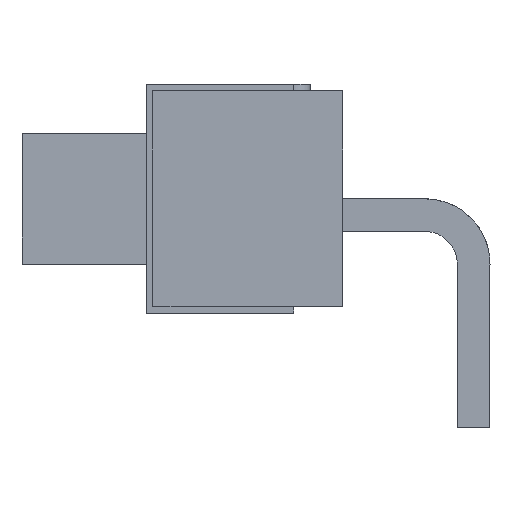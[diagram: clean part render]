
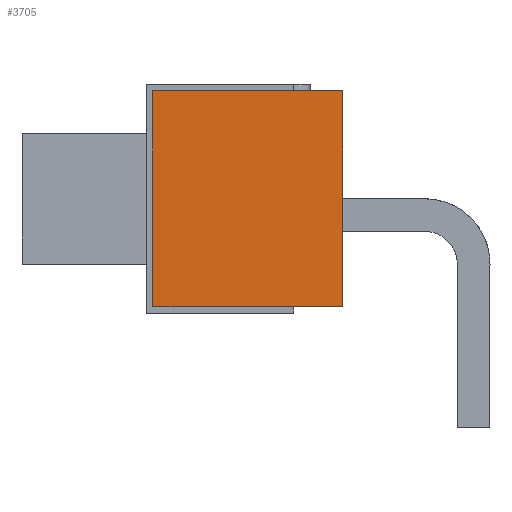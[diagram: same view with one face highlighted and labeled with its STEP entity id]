
A CAD part, left-side view. The second image highlights one B-rep face of the part: STEP entity #3705.
In plain terms, the highlighted planar face has unit normal (-1, 0, 0).
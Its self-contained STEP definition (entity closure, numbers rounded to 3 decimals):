
#72 = EDGE_LOOP ( 'NONE', ( #2781, #1009, #1977, #1329, #3235 ) ) ;
#149 = FACE_OUTER_BOUND ( 'NONE', #72, .T. ) ;
#211 = CARTESIAN_POINT ( 'NONE',  ( -6.243, -2.096, 3.011 ) ) ;
#239 = CARTESIAN_POINT ( 'NONE',  ( -6.243, 3.704, -3.589 ) ) ;
#400 = EDGE_CURVE ( 'NONE', #2939, #1882, #2427, .T. ) ;
#487 = EDGE_CURVE ( 'NONE', #563, #1359, #1230, .T. ) ;
#563 = VERTEX_POINT ( 'NONE', #3208 ) ;
#564 = EDGE_CURVE ( 'NONE', #2939, #2853, #955, .T. ) ;
#730 = CARTESIAN_POINT ( 'NONE',  ( -6.243, -2.096, -3.589 ) ) ;
#775 = CARTESIAN_POINT ( 'NONE',  ( -6.243, -2.096, -3.589 ) ) ;
#796 = CARTESIAN_POINT ( 'NONE',  ( -6.243, -2.096, -1.389 ) ) ;
#856 = CARTESIAN_POINT ( 'NONE',  ( -6.243, -2.096, -3.589 ) ) ;
#955 = B_SPLINE_CURVE_WITH_KNOTS ( 'NONE', 3,
 ( #2678, #1710, #3780, #2948 ),
 .UNSPECIFIED., .F., .F.,
 ( 4, 4 ),
 ( 0., 1. ),
 .UNSPECIFIED. ) ;
#1009 = ORIENTED_EDGE ( 'NONE', *, *, #3104, .T. ) ;
#1174 = CARTESIAN_POINT ( 'NONE',  ( -6.243, -1.096, -3.589 ) ) ;
#1230 = B_SPLINE_CURVE_WITH_KNOTS ( 'NONE', 3,
 ( #3219, #1174, #3542, #856 ),
 .UNSPECIFIED., .F., .F.,
 ( 4, 4 ),
 ( 0.741, 1. ),
 .UNSPECIFIED. ) ;
#1302 = CARTESIAN_POINT ( 'NONE',  ( -6.243, 3.704, -3.589 ) ) ;
#1325 = CARTESIAN_POINT ( 'NONE',  ( -6.243, 1.771, 3.011 ) ) ;
#1329 = ORIENTED_EDGE ( 'NONE', *, *, #3709, .T. ) ;
#1359 = VERTEX_POINT ( 'NONE', #730 ) ;
#1379 = CARTESIAN_POINT ( 'NONE',  ( -6.243, -2.096, 3.011 ) ) ;
#1625 = CARTESIAN_POINT ( 'NONE',  ( -6.243, -2.096, 3.011 ) ) ;
#1710 = CARTESIAN_POINT ( 'NONE',  ( -6.243, 3.704, 0.811 ) ) ;
#1727 = CARTESIAN_POINT ( 'NONE',  ( -6.243, 3.704, 3.011 ) ) ;
#1882 = VERTEX_POINT ( 'NONE', #211 ) ;
#1911 = B_SPLINE_CURVE_WITH_KNOTS ( 'NONE', 3,
 ( #2300, #796, #3141, #1379 ),
 .UNSPECIFIED., .F., .F.,
 ( 4, 4 ),
 ( 0., 1. ),
 .UNSPECIFIED. ) ;
#1977 = ORIENTED_EDGE ( 'NONE', *, *, #487, .T. ) ;
#2016 = CARTESIAN_POINT ( 'NONE',  ( -6.243, -0.596, -3.589 ) ) ;
#2266 = CARTESIAN_POINT ( 'NONE',  ( -6.243, 0.837, -3.589 ) ) ;
#2300 = CARTESIAN_POINT ( 'NONE',  ( -6.243, -2.096, -3.589 ) ) ;
#2384 = B_SPLINE_CURVE_WITH_KNOTS ( 'NONE', 3,
 ( #239, #3785, #2266, #2016 ),
 .UNSPECIFIED., .F., .F.,
 ( 4, 4 ),
 ( 0., 0.741 ),
 .UNSPECIFIED. ) ;
#2427 = B_SPLINE_CURVE_WITH_KNOTS ( 'NONE', 3,
 ( #3121, #1325, #3411, #1625 ),
 .UNSPECIFIED., .F., .F.,
 ( 4, 4 ),
 ( 0., 1. ),
 .UNSPECIFIED. ) ;
#2678 = CARTESIAN_POINT ( 'NONE',  ( -6.243, 3.704, 3.011 ) ) ;
#2781 = ORIENTED_EDGE ( 'NONE', *, *, #564, .T. ) ;
#2853 = VERTEX_POINT ( 'NONE', #1302 ) ;
#2891 = DIRECTION ( 'NONE',  ( -1., 0., 0. ) ) ;
#2939 = VERTEX_POINT ( 'NONE', #1727 ) ;
#2948 = CARTESIAN_POINT ( 'NONE',  ( -6.243, 3.704, -3.589 ) ) ;
#3065 = AXIS2_PLACEMENT_3D ( 'NONE', #775, #2891, #3459 ) ;
#3104 = EDGE_CURVE ( 'NONE', #2853, #563, #2384, .T. ) ;
#3121 = CARTESIAN_POINT ( 'NONE',  ( -6.243, 3.704, 3.011 ) ) ;
#3141 = CARTESIAN_POINT ( 'NONE',  ( -6.243, -2.096, 0.811 ) ) ;
#3208 = CARTESIAN_POINT ( 'NONE',  ( -6.243, -0.596, -3.589 ) ) ;
#3219 = CARTESIAN_POINT ( 'NONE',  ( -6.243, -0.596, -3.589 ) ) ;
#3235 = ORIENTED_EDGE ( 'NONE', *, *, #400, .F. ) ;
#3411 = CARTESIAN_POINT ( 'NONE',  ( -6.243, -0.163, 3.011 ) ) ;
#3459 = DIRECTION ( 'NONE',  ( 0., 1., 0. ) ) ;
#3542 = CARTESIAN_POINT ( 'NONE',  ( -6.243, -1.596, -3.589 ) ) ;
#3705 = ADVANCED_FACE ( 'NONE', ( #149 ), #3773, .T. ) ;
#3709 = EDGE_CURVE ( 'NONE', #1359, #1882, #1911, .T. ) ;
#3773 = PLANE ( 'NONE',  #3065 ) ;
#3780 = CARTESIAN_POINT ( 'NONE',  ( -6.243, 3.704, -1.389 ) ) ;
#3785 = CARTESIAN_POINT ( 'NONE',  ( -6.243, 2.271, -3.589 ) ) ;
